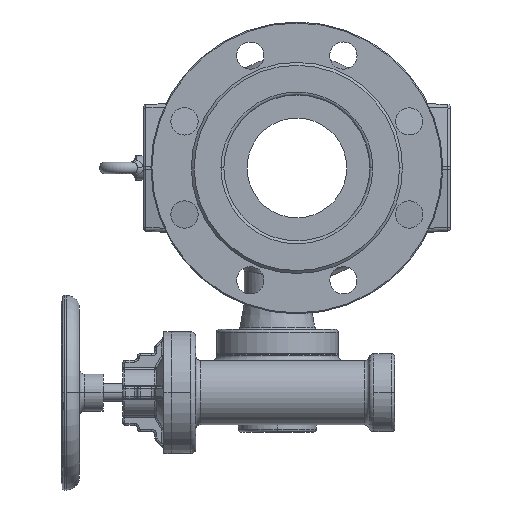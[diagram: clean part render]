
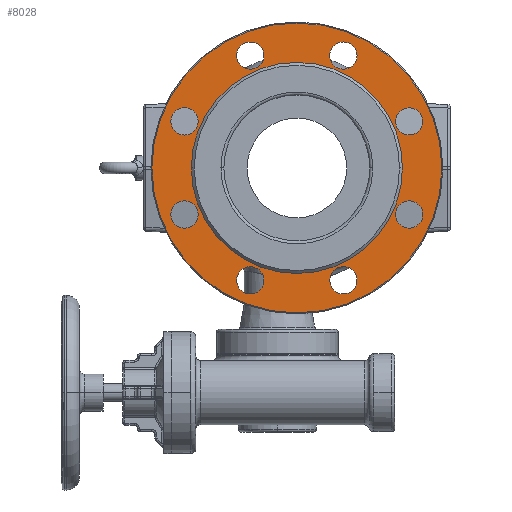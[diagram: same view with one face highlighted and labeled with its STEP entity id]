
A CAD part, left-side view. The second image highlights one B-rep face of the part: STEP entity #8028.
In plain terms, the highlighted planar face has unit normal (-1, 0, 0).
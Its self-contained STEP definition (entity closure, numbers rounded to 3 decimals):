
#3141=CARTESIAN_POINT('',(3.,0.,0.));
#3142=DIRECTION('',(-1.,0.,0.));
#3143=DIRECTION('',(0.,1.,0.));
#3144=AXIS2_PLACEMENT_3D('',#3141,#3142,#3143);
#3149=CARTESIAN_POINT('',(3.,0.,0.));
#3150=DIRECTION('',(1.,0.,0.));
#3151=DIRECTION('',(0.,1.,0.));
#3152=AXIS2_PLACEMENT_3D('',#3149,#3150,#3151);
#3157=CARTESIAN_POINT('',(3.,0.,0.));
#3158=DIRECTION('',(-1.,0.,0.));
#3159=DIRECTION('',(0.,1.,0.));
#3160=AXIS2_PLACEMENT_3D('',#3157,#3158,#3159);
#3165=CARTESIAN_POINT('',(3.,0.,0.));
#3166=DIRECTION('',(1.,0.,0.));
#3167=DIRECTION('',(0.,1.,0.));
#3168=AXIS2_PLACEMENT_3D('',#3165,#3166,#3167);
#3173=CARTESIAN_POINT('',(3.,115.485,47.835));
#3174=DIRECTION('',(1.,0.,0.));
#3175=DIRECTION('',(0.,1.,0.));
#3176=AXIS2_PLACEMENT_3D('',#3173,#3174,#3175);
#3181=CARTESIAN_POINT('',(3.,115.485,47.835));
#3182=DIRECTION('',(1.,0.,0.));
#3183=DIRECTION('',(0.,-1.,0.));
#3184=AXIS2_PLACEMENT_3D('',#3181,#3182,#3183);
#3189=CARTESIAN_POINT('',(3.,47.835,115.485));
#3190=DIRECTION('',(1.,0.,0.));
#3191=DIRECTION('',(0.,0.707,0.707));
#3192=AXIS2_PLACEMENT_3D('',#3189,#3190,#3191);
#3197=CARTESIAN_POINT('',(3.,47.835,115.485));
#3198=DIRECTION('',(1.,0.,0.));
#3199=DIRECTION('',(0.,-0.707,-0.707));
#3200=AXIS2_PLACEMENT_3D('',#3197,#3198,#3199);
#3205=CARTESIAN_POINT('',(3.,-47.835,115.485));
#3206=DIRECTION('',(1.,0.,0.));
#3207=DIRECTION('',(0.,0.,1.));
#3208=AXIS2_PLACEMENT_3D('',#3205,#3206,#3207);
#3213=CARTESIAN_POINT('',(3.,-47.835,115.485));
#3214=DIRECTION('',(1.,0.,0.));
#3215=DIRECTION('',(0.,0.,-1.));
#3216=AXIS2_PLACEMENT_3D('',#3213,#3214,#3215);
#3221=CARTESIAN_POINT('',(3.,-115.485,47.835));
#3222=DIRECTION('',(1.,0.,0.));
#3223=DIRECTION('',(0.,-0.707,0.707));
#3224=AXIS2_PLACEMENT_3D('',#3221,#3222,#3223);
#3229=CARTESIAN_POINT('',(3.,-115.485,47.835));
#3230=DIRECTION('',(1.,0.,0.));
#3231=DIRECTION('',(0.,0.707,-0.707));
#3232=AXIS2_PLACEMENT_3D('',#3229,#3230,#3231);
#3237=CARTESIAN_POINT('',(3.,-115.485,-47.835));
#3238=DIRECTION('',(1.,0.,0.));
#3239=DIRECTION('',(0.,-1.,0.));
#3240=AXIS2_PLACEMENT_3D('',#3237,#3238,#3239);
#3245=CARTESIAN_POINT('',(3.,-115.485,-47.835));
#3246=DIRECTION('',(1.,0.,0.));
#3247=DIRECTION('',(0.,1.,0.));
#3248=AXIS2_PLACEMENT_3D('',#3245,#3246,#3247);
#3253=CARTESIAN_POINT('',(3.,-47.835,-115.485));
#3254=DIRECTION('',(1.,0.,0.));
#3255=DIRECTION('',(0.,-0.707,-0.707));
#3256=AXIS2_PLACEMENT_3D('',#3253,#3254,#3255);
#3261=CARTESIAN_POINT('',(3.,-47.835,-115.485));
#3262=DIRECTION('',(1.,0.,0.));
#3263=DIRECTION('',(0.,0.707,0.707));
#3264=AXIS2_PLACEMENT_3D('',#3261,#3262,#3263);
#3269=CARTESIAN_POINT('',(3.,47.835,-115.485));
#3270=DIRECTION('',(1.,0.,0.));
#3271=DIRECTION('',(0.,0.,-1.));
#3272=AXIS2_PLACEMENT_3D('',#3269,#3270,#3271);
#3277=CARTESIAN_POINT('',(3.,47.835,-115.485));
#3278=DIRECTION('',(1.,0.,0.));
#3279=DIRECTION('',(0.,0.,1.));
#3280=AXIS2_PLACEMENT_3D('',#3277,#3278,#3279);
#3285=CARTESIAN_POINT('',(3.,115.485,-47.835));
#3286=DIRECTION('',(1.,0.,0.));
#3287=DIRECTION('',(0.,0.707,-0.707));
#3288=AXIS2_PLACEMENT_3D('',#3285,#3286,#3287);
#3293=CARTESIAN_POINT('',(3.,115.485,-47.835));
#3294=DIRECTION('',(1.,0.,0.));
#3295=DIRECTION('',(0.,-0.707,0.707));
#3296=AXIS2_PLACEMENT_3D('',#3293,#3294,#3295);
#4749=CARTESIAN_POINT('',(3.,149.,
0.));
#4750=VERTEX_POINT('',#4749);
#4751=CARTESIAN_POINT('',(3.,108.5,0.));
#4753=VERTEX_POINT('',#4751);
#4789=CARTESIAN_POINT('',(3.,-149.,
0.));
#4790=VERTEX_POINT('',#4789);
#4791=CARTESIAN_POINT('',(3.,-108.5,0.));
#4793=VERTEX_POINT('',#4791);
#5093=CARTESIAN_POINT('',(3.,129.485,47.835));
#5094=CARTESIAN_POINT('',(3.,101.485,47.835));
#5095=VERTEX_POINT('',#5093);
#5096=VERTEX_POINT('',#5094);
#5109=CARTESIAN_POINT('',(3.,57.735,125.384));
#5110=CARTESIAN_POINT('',(3.,37.936,105.585));
#5111=VERTEX_POINT('',#5109);
#5112=VERTEX_POINT('',#5110);
#5117=CARTESIAN_POINT('',(3.,-47.835,129.485));
#5118=CARTESIAN_POINT('',(3.,-47.835,101.485));
#5119=VERTEX_POINT('',#5117);
#5120=VERTEX_POINT('',#5118);
#5125=CARTESIAN_POINT('',(3.,-125.384,57.735));
#5126=CARTESIAN_POINT('',(3.,-105.585,37.936));
#5127=VERTEX_POINT('',#5125);
#5128=VERTEX_POINT('',#5126);
#5133=CARTESIAN_POINT('',(3.,-129.485,-47.835));
#5134=CARTESIAN_POINT('',(3.,-101.485,-47.835));
#5135=VERTEX_POINT('',#5133);
#5136=VERTEX_POINT('',#5134);
#5141=CARTESIAN_POINT('',(3.,-57.735,-125.384));
#5142=CARTESIAN_POINT('',(3.,-37.936,-105.585));
#5143=VERTEX_POINT('',#5141);
#5144=VERTEX_POINT('',#5142);
#5149=CARTESIAN_POINT('',(3.,47.835,-129.485));
#5150=CARTESIAN_POINT('',(3.,47.835,-101.485));
#5151=VERTEX_POINT('',#5149);
#5152=VERTEX_POINT('',#5150);
#5157=CARTESIAN_POINT('',(3.,125.384,-57.735));
#5158=CARTESIAN_POINT('',(3.,105.585,-37.936));
#5159=VERTEX_POINT('',#5157);
#5160=VERTEX_POINT('',#5158);
#7965=CARTESIAN_POINT('',(3.,0.,0.));
#7966=DIRECTION('',(1.,0.,0.));
#7967=DIRECTION('',(0.,-1.,0.));
#7968=AXIS2_PLACEMENT_3D('',#7965,#7966,#7967);
#7969=PLANE('',#7968);
#7971=ORIENTED_EDGE('',*,*,#7970,.F.);
#7973=ORIENTED_EDGE('',*,*,#7972,.T.);
#7974=EDGE_LOOP('',(#7971,#7973));
#7975=FACE_OUTER_BOUND('',#7974,.F.);
#7976=ORIENTED_EDGE('',*,*,#7958,.F.);
#7977=ORIENTED_EDGE('',*,*,#7947,.T.);
#7978=EDGE_LOOP('',(#7976,#7977));
#7979=FACE_BOUND('',#7978,.F.);
#7981=ORIENTED_EDGE('',*,*,#7980,.F.);
#7983=ORIENTED_EDGE('',*,*,#7982,.F.);
#7984=EDGE_LOOP('',(#7981,#7983));
#7985=FACE_BOUND('',#7984,.F.);
#7987=ORIENTED_EDGE('',*,*,#7986,.F.);
#7989=ORIENTED_EDGE('',*,*,#7988,.F.);
#7990=EDGE_LOOP('',(#7987,#7989));
#7991=FACE_BOUND('',#7990,.F.);
#7993=ORIENTED_EDGE('',*,*,#7992,.F.);
#7995=ORIENTED_EDGE('',*,*,#7994,.F.);
#7996=EDGE_LOOP('',(#7993,#7995));
#7997=FACE_BOUND('',#7996,.F.);
#7999=ORIENTED_EDGE('',*,*,#7998,.F.);
#8001=ORIENTED_EDGE('',*,*,#8000,.F.);
#8002=EDGE_LOOP('',(#7999,#8001));
#8003=FACE_BOUND('',#8002,.F.);
#8005=ORIENTED_EDGE('',*,*,#8004,.F.);
#8007=ORIENTED_EDGE('',*,*,#8006,.F.);
#8008=EDGE_LOOP('',(#8005,#8007));
#8009=FACE_BOUND('',#8008,.F.);
#8011=ORIENTED_EDGE('',*,*,#8010,.F.);
#8013=ORIENTED_EDGE('',*,*,#8012,.F.);
#8014=EDGE_LOOP('',(#8011,#8013));
#8015=FACE_BOUND('',#8014,.F.);
#8017=ORIENTED_EDGE('',*,*,#8016,.F.);
#8019=ORIENTED_EDGE('',*,*,#8018,.F.);
#8020=EDGE_LOOP('',(#8017,#8019));
#8021=FACE_BOUND('',#8020,.F.);
#8023=ORIENTED_EDGE('',*,*,#8022,.F.);
#8025=ORIENTED_EDGE('',*,*,#8024,.F.);
#8026=EDGE_LOOP('',(#8023,#8025));
#8027=FACE_BOUND('',#8026,.F.);
#8028=ADVANCED_FACE('',(#7975,#7979,#7985,#7991,#7997,#8003,#8009,#8015,#8021,
#8027),#7969,.F.);
#3145=CIRCLE('',#3144,108.5);
#3153=CIRCLE('',#3152,108.5);
#3161=CIRCLE('',#3160,149.);
#3169=CIRCLE('',#3168,149.);
#3177=CIRCLE('',#3176,14.);
#3185=CIRCLE('',#3184,14.);
#3193=CIRCLE('',#3192,14.);
#3201=CIRCLE('',#3200,14.);
#3209=CIRCLE('',#3208,14.);
#3217=CIRCLE('',#3216,14.);
#3225=CIRCLE('',#3224,14.);
#3233=CIRCLE('',#3232,14.);
#3241=CIRCLE('',#3240,14.);
#3249=CIRCLE('',#3248,14.);
#3257=CIRCLE('',#3256,14.);
#3265=CIRCLE('',#3264,14.);
#3273=CIRCLE('',#3272,14.);
#3281=CIRCLE('',#3280,14.);
#3289=CIRCLE('',#3288,14.);
#3297=CIRCLE('',#3296,14.);
#7947=EDGE_CURVE('',#4753,#4793,#3145,.T.);
#7958=EDGE_CURVE('',#4753,#4793,#3153,.T.);
#7970=EDGE_CURVE('',#4750,#4790,#3161,.T.);
#7972=EDGE_CURVE('',#4750,#4790,#3169,.T.);
#7980=EDGE_CURVE('',#5095,#5096,#3177,.T.);
#7982=EDGE_CURVE('',#5096,#5095,#3185,.T.);
#7986=EDGE_CURVE('',#5111,#5112,#3193,.T.);
#7988=EDGE_CURVE('',#5112,#5111,#3201,.T.);
#7992=EDGE_CURVE('',#5119,#5120,#3209,.T.);
#7994=EDGE_CURVE('',#5120,#5119,#3217,.T.);
#7998=EDGE_CURVE('',#5127,#5128,#3225,.T.);
#8000=EDGE_CURVE('',#5128,#5127,#3233,.T.);
#8004=EDGE_CURVE('',#5135,#5136,#3241,.T.);
#8006=EDGE_CURVE('',#5136,#5135,#3249,.T.);
#8010=EDGE_CURVE('',#5143,#5144,#3257,.T.);
#8012=EDGE_CURVE('',#5144,#5143,#3265,.T.);
#8016=EDGE_CURVE('',#5151,#5152,#3273,.T.);
#8018=EDGE_CURVE('',#5152,#5151,#3281,.T.);
#8022=EDGE_CURVE('',#5159,#5160,#3289,.T.);
#8024=EDGE_CURVE('',#5160,#5159,#3297,.T.);
